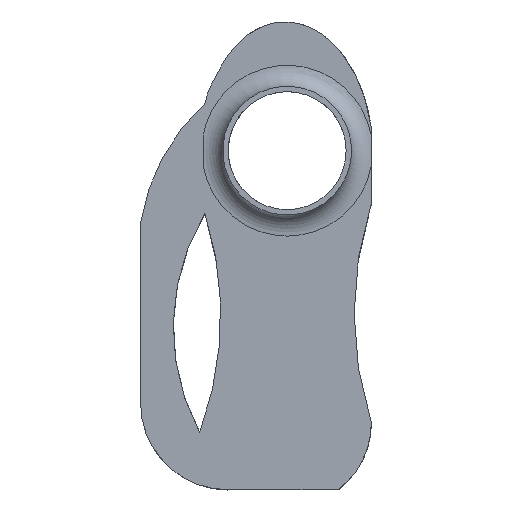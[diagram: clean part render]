
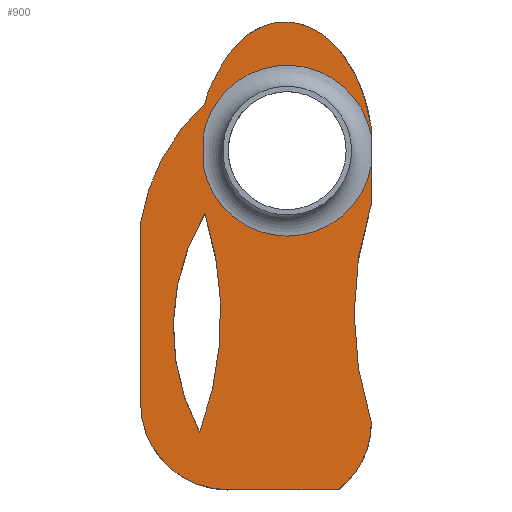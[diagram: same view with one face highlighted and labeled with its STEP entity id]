
A CAD part, top view. The second image highlights one B-rep face of the part: STEP entity #900.
In plain terms, the highlighted planar face has unit normal (-0.001, 0.001, 1).
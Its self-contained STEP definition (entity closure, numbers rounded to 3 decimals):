
#22=ELLIPSE('',#996,6.,4.);
#26=FACE_BOUND('',#231,.T.);
#60=LINE('',#2241,#103);
#65=LINE('',#2250,#108);
#70=LINE('',#2293,#113);
#71=LINE('',#2297,#114);
#72=LINE('',#2303,#115);
#103=VECTOR('',#1125,10.);
#108=VECTOR('',#1132,10.);
#113=VECTOR('',#1173,10.);
#114=VECTOR('',#1176,10.);
#115=VECTOR('',#1181,10.);
#138=PLANE('',#990);
#177=FACE_OUTER_BOUND('',#230,.T.);
#230=EDGE_LOOP('',(#738,#739,#740,#741,#742,#743,#744,#745,#746,#747,#748,
#749,#750,#751));
#231=EDGE_LOOP('',(#752,#753));
#301=CIRCLE('',#946,10.309);
#317=CIRCLE('',#971,4.051);
#319=CIRCLE('',#976,9.618);
#329=CIRCLE('',#991,3.921);
#330=CIRCLE('',#992,16.645);
#331=CIRCLE('',#993,3.98);
#332=CIRCLE('',#994,3.98);
#333=CIRCLE('',#995,3.98);
#334=CIRCLE('',#997,3.921);
#335=CIRCLE('',#998,15.671);
#355=VERTEX_POINT('',#1446);
#357=VERTEX_POINT('',#1450);
#389=VERTEX_POINT('',#2231);
#390=VERTEX_POINT('',#2232);
#393=VERTEX_POINT('',#2240);
#396=VERTEX_POINT('',#2248);
#397=VERTEX_POINT('',#2252);
#410=VERTEX_POINT('',#2288);
#411=VERTEX_POINT('',#2290);
#412=VERTEX_POINT('',#2292);
#413=VERTEX_POINT('',#2294);
#414=VERTEX_POINT('',#2296);
#415=VERTEX_POINT('',#2298);
#416=VERTEX_POINT('',#2300);
#417=VERTEX_POINT('',#2302);
#418=VERTEX_POINT('',#2304);
#452=EDGE_CURVE('',#355,#357,#301,.T.);
#503=EDGE_CURVE('',#389,#390,#317,.T.);
#507=EDGE_CURVE('',#393,#389,#60,.T.);
#512=EDGE_CURVE('',#396,#390,#65,.T.);
#513=EDGE_CURVE('',#397,#393,#319,.T.);
#531=EDGE_CURVE('',#396,#410,#329,.T.);
#532=EDGE_CURVE('',#410,#411,#330,.T.);
#533=EDGE_CURVE('',#411,#412,#70,.T.);
#534=EDGE_CURVE('',#413,#412,#331,.T.);
#535=EDGE_CURVE('',#414,#413,#71,.T.);
#536=EDGE_CURVE('',#415,#414,#332,.T.);
#537=EDGE_CURVE('',#416,#415,#333,.T.);
#538=EDGE_CURVE('',#416,#417,#72,.T.);
#539=EDGE_CURVE('',#417,#418,#22,.T.);
#540=EDGE_CURVE('',#418,#397,#334,.T.);
#541=EDGE_CURVE('',#357,#355,#335,.T.);
#738=ORIENTED_EDGE('',*,*,#503,.T.);
#739=ORIENTED_EDGE('',*,*,#512,.F.);
#740=ORIENTED_EDGE('',*,*,#531,.T.);
#741=ORIENTED_EDGE('',*,*,#532,.T.);
#742=ORIENTED_EDGE('',*,*,#533,.T.);
#743=ORIENTED_EDGE('',*,*,#534,.F.);
#744=ORIENTED_EDGE('',*,*,#535,.F.);
#745=ORIENTED_EDGE('',*,*,#536,.F.);
#746=ORIENTED_EDGE('',*,*,#537,.F.);
#747=ORIENTED_EDGE('',*,*,#538,.T.);
#748=ORIENTED_EDGE('',*,*,#539,.T.);
#749=ORIENTED_EDGE('',*,*,#540,.T.);
#750=ORIENTED_EDGE('',*,*,#513,.T.);
#751=ORIENTED_EDGE('',*,*,#507,.T.);
#752=ORIENTED_EDGE('',*,*,#452,.T.);
#753=ORIENTED_EDGE('',*,*,#541,.T.);
#900=ADVANCED_FACE('',(#177,#26),#138,.T.);
#946=AXIS2_PLACEMENT_3D('',#1452,#1058,#1059);
#971=AXIS2_PLACEMENT_3D('',#2233,#1117,#1118);
#976=AXIS2_PLACEMENT_3D('',#2253,#1135,#1136);
#990=AXIS2_PLACEMENT_3D('',#2287,#1167,#1168);
#991=AXIS2_PLACEMENT_3D('',#2289,#1169,#1170);
#992=AXIS2_PLACEMENT_3D('',#2291,#1171,#1172);
#993=AXIS2_PLACEMENT_3D('',#2295,#1174,#1175);
#994=AXIS2_PLACEMENT_3D('',#2299,#1177,#1178);
#995=AXIS2_PLACEMENT_3D('',#2301,#1179,#1180);
#996=AXIS2_PLACEMENT_3D('',#2305,#1182,#1183);
#997=AXIS2_PLACEMENT_3D('',#2306,#1184,#1185);
#998=AXIS2_PLACEMENT_3D('',#2307,#1186,#1187);
#1058=DIRECTION('center_axis',(0.001,-0.001,
-1.));
#1059=DIRECTION('ref_axis',(-0.856,-0.516,0.));
#1117=DIRECTION('center_axis',(-0.001,0.001,
1.));
#1118=DIRECTION('ref_axis',(0.,-1.,0.001));
#1125=DIRECTION('',(0.,-1.,0.001));
#1132=DIRECTION('',(-1.,0.,-0.001));
#1135=DIRECTION('center_axis',(-0.001,0.001,
1.));
#1136=DIRECTION('ref_axis',(-0.665,-0.747,0.));
#1167=DIRECTION('center_axis',(-0.001,0.001,
1.));
#1168=DIRECTION('ref_axis',(1.,0.,0.001));
#1169=DIRECTION('center_axis',(-0.001,0.001,
1.));
#1170=DIRECTION('ref_axis',(1.,0.,0.001));
#1171=DIRECTION('center_axis',(0.001,-0.001,
-1.));
#1172=DIRECTION('ref_axis',(-0.952,-0.307,-0.001));
#1173=DIRECTION('',(0.,1.,-0.001));
#1174=DIRECTION('center_axis',(-0.001,0.001,
1.));
#1175=DIRECTION('ref_axis',(1.,0.,0.001));
#1176=DIRECTION('',(0.,-1.,0.001));
#1177=DIRECTION('center_axis',(-0.001,0.001,
1.));
#1178=DIRECTION('ref_axis',(1.,0.,0.001));
#1179=DIRECTION('center_axis',(-0.001,0.001,
1.));
#1180=DIRECTION('ref_axis',(1.,0.,0.001));
#1181=DIRECTION('',(0.,1.,-0.001));
#1182=DIRECTION('center_axis',(-0.001,0.001,
1.));
#1183=DIRECTION('ref_axis',(-0.029,1.,-0.001));
#1184=DIRECTION('center_axis',(-0.001,0.001,
1.));
#1185=DIRECTION('ref_axis',(-1.,0.,-0.001));
#1186=DIRECTION('center_axis',(0.001,-0.001,
-1.));
#1187=DIRECTION('ref_axis',(0.947,0.32,0.001));
#1446=CARTESIAN_POINT('',(-62.647,-15.398,-6.573));
#1450=CARTESIAN_POINT('',(-62.4,-5.188,-6.585));
#1452=CARTESIAN_POINT('Origin',(-53.571,-10.51,-6.568));
#2231=CARTESIAN_POINT('',(-65.4,-14.05,-6.578));
#2232=CARTESIAN_POINT('',(-61.35,-18.068,-6.569));
#2233=CARTESIAN_POINT('Origin',(-61.35,-14.017,-6.574));
#2240=CARTESIAN_POINT('',(-65.4,-5.625,-6.588));
#2241=CARTESIAN_POINT('',(-65.4,-17.061,-6.575));
#2248=CARTESIAN_POINT('',(-56.187,-18.068,-6.563));
#2250=CARTESIAN_POINT('',(-61.324,-18.068,-6.569));
#2252=CARTESIAN_POINT('',(-62.4,-0.061,-6.591));
#2253=CARTESIAN_POINT('Origin',(-55.905,-7.154,-6.575));
#2287=CARTESIAN_POINT('Origin',(-59.2,-7.097,-6.579));
#2288=CARTESIAN_POINT('',(-54.647,-14.952,-6.564));
#2289=CARTESIAN_POINT('Origin',(-58.568,-14.952,-6.569));
#2290=CARTESIAN_POINT('',(-54.647,-4.749,-6.577));
#2291=CARTESIAN_POINT('Origin',(-38.803,-9.85,-6.552));
#2292=CARTESIAN_POINT('',(-54.647,-2.951,-6.579));
#2293=CARTESIAN_POINT('',(-54.647,-4.154,-6.577));
#2294=CARTESIAN_POINT('',(-62.489,-2.951,-6.588));
#2295=CARTESIAN_POINT('Origin',(-58.568,-2.27,-6.584));
#2296=CARTESIAN_POINT('',(-62.489,-1.589,-6.59));
#2297=CARTESIAN_POINT('',(-62.489,-11.757,-6.578));
#2298=CARTESIAN_POINT('',(-61.382,0.544,-6.591));
#2299=CARTESIAN_POINT('Origin',(-58.568,-2.27,-6.584));
#2300=CARTESIAN_POINT('',(-54.647,-1.589,-6.58));
#2301=CARTESIAN_POINT('Origin',(-58.568,-2.27,-6.584));
#2302=CARTESIAN_POINT('',(-54.647,-1.211,-6.581));
#2303=CARTESIAN_POINT('',(-54.647,-4.154,-6.577));
#2304=CARTESIAN_POINT('',(-61.893,1.187,-6.592));
#2305=CARTESIAN_POINT('Origin',(-58.568,-2.27,-6.584));
#2306=CARTESIAN_POINT('Origin',(-58.568,-0.891,-6.586));
#2307=CARTESIAN_POINT('Origin',(-77.336,-9.935,-6.598));
